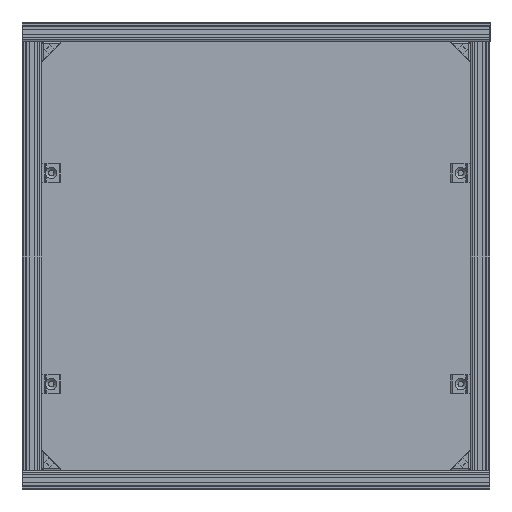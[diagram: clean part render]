
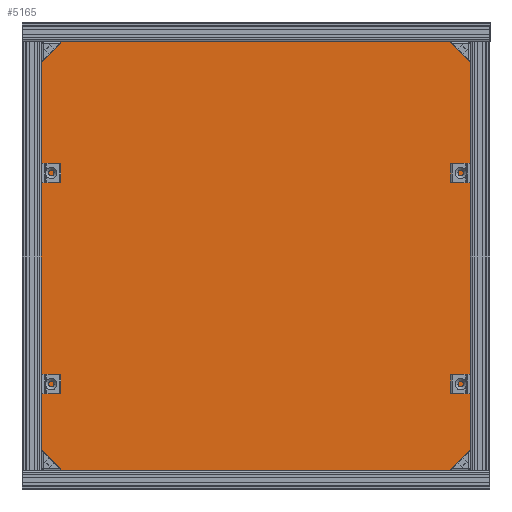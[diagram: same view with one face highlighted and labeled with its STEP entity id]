
A CAD part, front view. The second image highlights one B-rep face of the part: STEP entity #5165.
In plain terms, the highlighted planar face has unit normal (0, -1, 0).
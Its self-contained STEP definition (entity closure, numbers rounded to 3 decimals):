
#401=PLANE('',#5744);
#644=FACE_OUTER_BOUND('',#914,.T.);
#914=EDGE_LOOP('',(#4637,#4638,#4639,#4640));
#1405=LINE('',#8649,#1940);
#1409=LINE('',#8657,#1944);
#1412=LINE('',#8663,#1947);
#1415=LINE('',#8668,#1950);
#1940=VECTOR('',#7058,1000.);
#1944=VECTOR('',#7064,1000.);
#1947=VECTOR('',#7069,1000.);
#1950=VECTOR('',#7074,1000.);
#2601=VERTEX_POINT('',#8647);
#2602=VERTEX_POINT('',#8648);
#2605=VERTEX_POINT('',#8656);
#2607=VERTEX_POINT('',#8662);
#3285=EDGE_CURVE('',#2601,#2602,#1405,.T.);
#3289=EDGE_CURVE('',#2602,#2605,#1409,.T.);
#3292=EDGE_CURVE('',#2605,#2607,#1412,.T.);
#3295=EDGE_CURVE('',#2607,#2601,#1415,.T.);
#4637=ORIENTED_EDGE('',*,*,#3285,.F.);
#4638=ORIENTED_EDGE('',*,*,#3295,.F.);
#4639=ORIENTED_EDGE('',*,*,#3292,.F.);
#4640=ORIENTED_EDGE('',*,*,#3289,.F.);
#5165=ADVANCED_FACE('',(#644),#401,.T.);
#5744=AXIS2_PLACEMENT_3D('',#8671,#7078,#7079);
#7058=DIRECTION('',(0.,0.,-1.));
#7064=DIRECTION('',(-1.,0.,0.));
#7069=DIRECTION('',(0.,0.,1.));
#7074=DIRECTION('',(1.,0.,0.));
#7078=DIRECTION('center_axis',(0.,-1.,0.));
#7079=DIRECTION('ref_axis',(0.,0.,-1.));
#8647=CARTESIAN_POINT('',(220.,0.,220.));
#8648=CARTESIAN_POINT('',(220.,0.,-220.));
#8649=CARTESIAN_POINT('',(220.,0.,220.));
#8656=CARTESIAN_POINT('',(-220.,0.,-220.));
#8657=CARTESIAN_POINT('',(-220.,0.,-220.));
#8662=CARTESIAN_POINT('',(-220.,0.,220.));
#8663=CARTESIAN_POINT('',(-220.,0.,220.));
#8668=CARTESIAN_POINT('',(-220.,0.,220.));
#8671=CARTESIAN_POINT('Origin',(0.,0.,0.));
